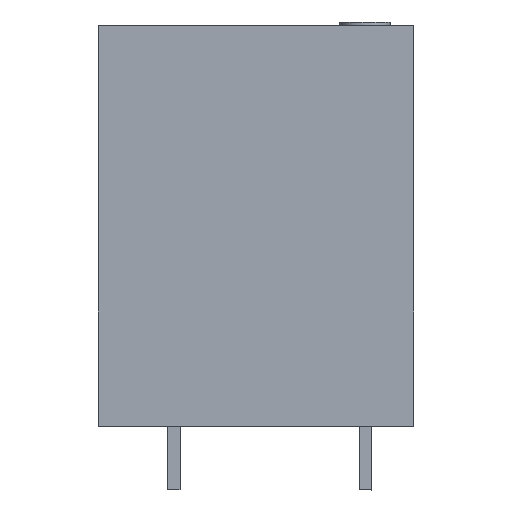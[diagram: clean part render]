
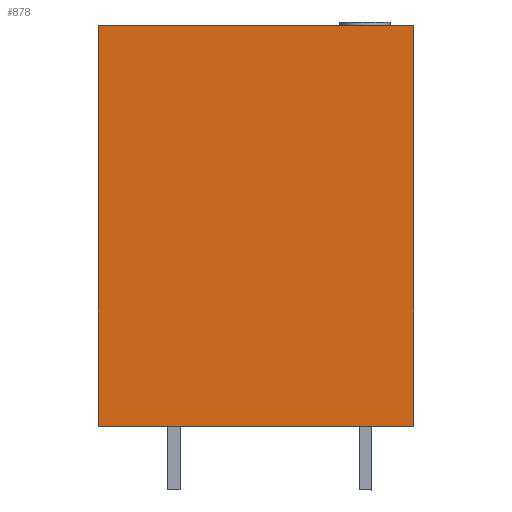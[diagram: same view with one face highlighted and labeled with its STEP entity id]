
A CAD part, left-side view. The second image highlights one B-rep face of the part: STEP entity #878.
In plain terms, the highlighted planar face has unit normal (-1, 0, 0).
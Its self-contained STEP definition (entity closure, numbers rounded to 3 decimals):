
#858=AXIS2_PLACEMENT_3D('Plane Axis2P3D',#855,#856,#857) ;
#97=CARTESIAN_POINT('Vertex',(0.,0.,5.)) ;
#100=CARTESIAN_POINT('Line Origine',(0.,12.35,5.)) ;
#104=CARTESIAN_POINT('Vertex',(0.,24.7,5.)) ;
#443=CARTESIAN_POINT('Line Origine',(0.,0.,20.65)) ;
#447=CARTESIAN_POINT('Vertex',(0.,0.,36.3)) ;
#855=CARTESIAN_POINT('Axis2P3D Location',(0.,24.7,0.)) ;
#860=CARTESIAN_POINT('Line Origine',(0.,24.7,20.65)) ;
#864=CARTESIAN_POINT('Vertex',(0.,24.7,36.3)) ;
#867=CARTESIAN_POINT('Line Origine',(0.,12.35,36.3)) ;
#101=DIRECTION('Vector Direction',(0.,-1.,0.)) ;
#444=DIRECTION('Vector Direction',(0.,0.,1.)) ;
#856=DIRECTION('Axis2P3D Direction',(-1.,0.,0.)) ;
#857=DIRECTION('Axis2P3D XDirection',(0.,-1.,0.)) ;
#861=DIRECTION('Vector Direction',(0.,0.,-1.)) ;
#868=DIRECTION('Vector Direction',(0.,-1.,0.)) ;
#102=VECTOR('Line Direction',#101,1.) ;
#445=VECTOR('Line Direction',#444,1.) ;
#862=VECTOR('Line Direction',#861,1.) ;
#869=VECTOR('Line Direction',#868,1.) ;
#873=ORIENTED_EDGE('',*,*,#866,.T.) ;
#874=ORIENTED_EDGE('',*,*,#106,.T.) ;
#875=ORIENTED_EDGE('',*,*,#449,.T.) ;
#876=ORIENTED_EDGE('',*,*,#871,.T.) ;
#878=ADVANCED_FACE('HOUSING',(#877),#859,.T.) ;
#106=EDGE_CURVE('',#105,#98,#103,.T.) ;
#449=EDGE_CURVE('',#98,#448,#446,.T.) ;
#866=EDGE_CURVE('',#865,#105,#863,.T.) ;
#871=EDGE_CURVE('',#448,#865,#870,.F.) ;
#872=EDGE_LOOP('',(#873,#874,#875,#876)) ;
#877=FACE_OUTER_BOUND('',#872,.T.) ;
#103=LINE('Line',#100,#102) ;
#446=LINE('Line',#443,#445) ;
#863=LINE('Line',#860,#862) ;
#870=LINE('Line',#867,#869) ;
#859=PLANE('',#858) ;
#98=VERTEX_POINT('',#97) ;
#105=VERTEX_POINT('',#104) ;
#448=VERTEX_POINT('',#447) ;
#865=VERTEX_POINT('',#864) ;
